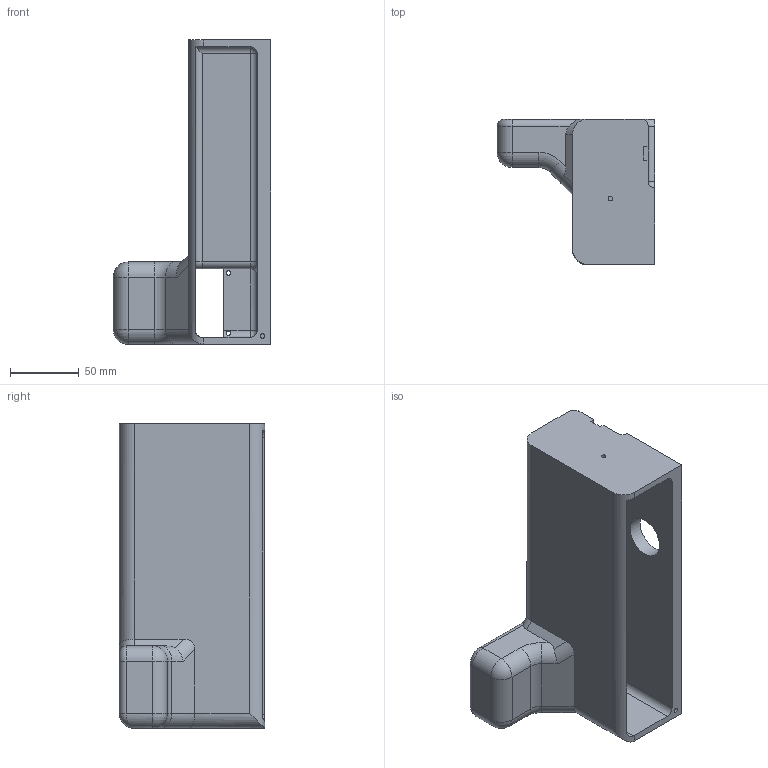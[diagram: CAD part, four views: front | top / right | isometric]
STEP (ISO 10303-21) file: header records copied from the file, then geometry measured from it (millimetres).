
FILE_DESCRIPTION(/* description */ ('STEP AP242','CAx-IF Rec.Pracs.---Representation and Presentation of Product Manufacturing Information (PMI)---4.0---2014-10-13','CAx-IF Rec.Pracs.---3D Tessellated Geometry---0.4---2014-09-14','2;1'),/* implementation_level */ '2;1');
FILE_NAME(/* name */ '688db8de44961510ff4f935f',/* time_stamp */ '2025-08-02T07:06:08Z',/* author */ (''),/* organization */ (''),/* preprocessor_version */ 'ST-DEVELOPER v20',/* originating_system */ 'ONSHAPE BY PTC INC, 1.201',/* authorisation */ ' ');
FILE_SCHEMA (('AP242_MANAGED_MODEL_BASED_3D_ENGINEERING_MIM_LF { 1 0 10303 442 1 1 4 }'));
Length unit declared in the file: metre
Products named in the file (1): Vertical Right down
Bounding box: 115 x 106 x 222 mm (x, y, z)
Surface area: 142121.1 mm2 (no closed solid volume)
Topology: 0 solids, 1 shells, 92 faces, 249 edges, 147 vertices
Faces by surface type: cylinder 44, plane 32, torus 7, sphere 5, bspline 4
Full cylindrical faces by diameter (mm): 3.3 x8, 30 x1
Entity records: 3317 total; most frequent: CARTESIAN_POINT 1067, DIRECTION 468, ORIENTED_EDGE 451, EDGE_CURVE 227, AXIS2_PLACEMENT_3D 172, VERTEX_POINT 141, LINE 124, VECTOR 124
